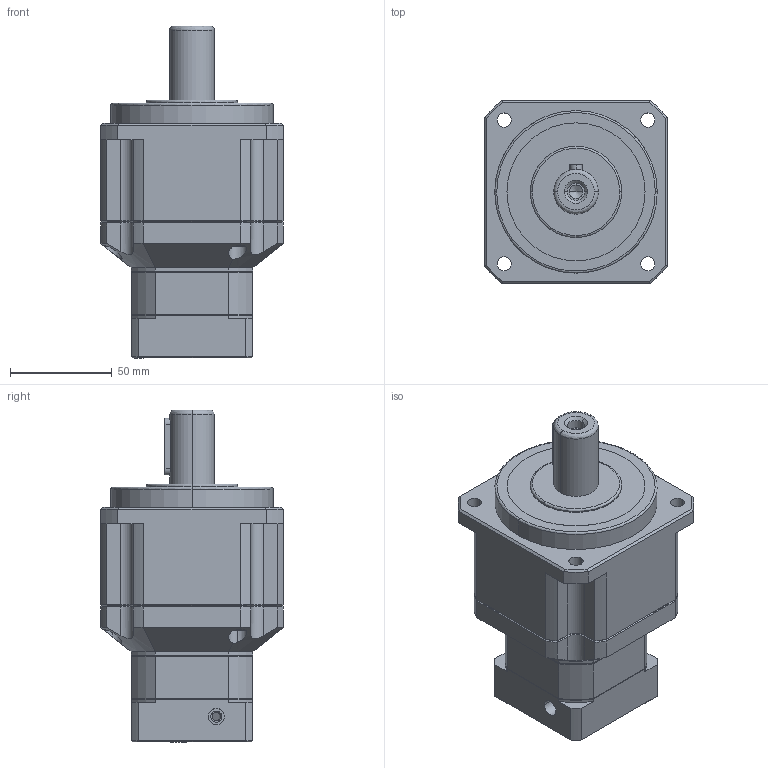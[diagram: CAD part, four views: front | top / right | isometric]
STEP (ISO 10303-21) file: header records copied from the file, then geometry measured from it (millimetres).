
FILE_DESCRIPTION (( 'STEP AP214' ), '1' );
FILE_NAME ('SB090-L2-14-50-70M5-M4.STEP', '2021-12-18T05:23:21', ( 'admin' ), ( '' ), 'SwSTEP 2.0', 'SolidWorks 2013', '' );
FILE_SCHEMA (( 'AUTOMOTIVE_DESIGN' ));
Length unit declared in the file: millimetre
Products named in the file (4): 60_X2_8F9351656CD55170_X0_-50-70M4; SB090-L2_X2_58F34F537AEF_X0_-14; SB090_X2_8F9351FA7AEF_X0_; SB090-L2-14-50-70M5-M4
Assembly tree (3 placements, depth 2):
  SB090-L2-14-50-70M5-M4
    SB090_X2_8F9351FA7AEF_X0_
    SB090-L2_X2_58F34F537AEF_X0_-14
    60_X2_8F9351656CD55170_X0_-50-70M4
Bounding box: 90 x 90 x 163.5 mm (x, y, z)
Volume: 672215.3 mm3; surface area: 87616.1 mm2
Topology: 3 solids, 3 shells, 557 faces, 1320 edges, 807 vertices
Faces by surface type: plane 229, cylinder 198, cone 101, bspline 29
Entity records: 23232 total; most frequent: CARTESIAN_POINT 4289, DIRECTION 2685, ORIENTED_EDGE 2596, EDGE_CURVE 1298, AXIS2_PLACEMENT_3D 1025, VERTEX_POINT 807, EDGE_LOOP 639, VECTOR 635
